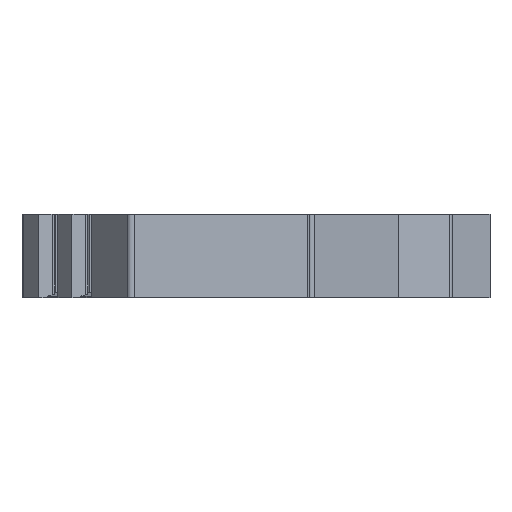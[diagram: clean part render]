
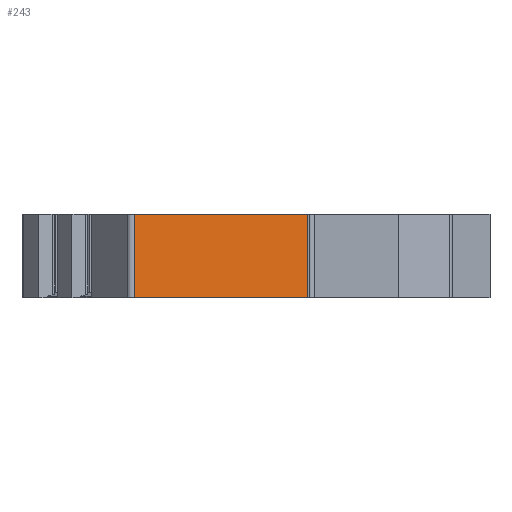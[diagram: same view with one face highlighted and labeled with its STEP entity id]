
A CAD part, left-side view. The second image highlights one B-rep face of the part: STEP entity #243.
In plain terms, the highlighted planar face has unit normal (-0.766, -0.643, 0).
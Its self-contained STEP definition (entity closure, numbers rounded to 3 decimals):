
#243=ADVANCED_FACE('',(#431),#334,.T.);
#334=PLANE('',#2334);
#431=FACE_OUTER_BOUND('',#538,.T.);
#538=EDGE_LOOP('',(#933,#934,#935,#936));
#933=ORIENTED_EDGE('',*,*,#1628,.T.);
#934=ORIENTED_EDGE('',*,*,#1629,.F.);
#935=ORIENTED_EDGE('',*,*,#1630,.F.);
#936=ORIENTED_EDGE('',*,*,#1626,.T.);
#1351=VERTEX_POINT('',#3422);
#1352=VERTEX_POINT('',#3424);
#1353=VERTEX_POINT('',#3428);
#1354=VERTEX_POINT('',#3430);
#1626=EDGE_CURVE('',#1352,#1351,#1906,.T.);
#1628=EDGE_CURVE('',#1351,#1353,#1907,.T.);
#1629=EDGE_CURVE('',#1354,#1353,#1908,.T.);
#1630=EDGE_CURVE('',#1352,#1354,#1909,.T.);
#1906=LINE('',#3423,#2169);
#1907=LINE('',#3427,#2170);
#1908=LINE('',#3429,#2171);
#1909=LINE('',#3431,#2172);
#2169=VECTOR('',#2793,1.);
#2170=VECTOR('',#2798,1.);
#2171=VECTOR('',#2799,1.);
#2172=VECTOR('',#2800,1.);
#2334=AXIS2_PLACEMENT_3D('',#3432,#2801,#2802);
#2793=DIRECTION('',(0.,0.,-1.));
#2798=DIRECTION('',(0.643,-0.766,0.));
#2799=DIRECTION('',(0.,0.,-1.));
#2800=DIRECTION('',(0.643,-0.766,0.));
#2801=DIRECTION('',(-0.766,-0.643,0.));
#2802=DIRECTION('',(0.643,-0.766,0.));
#3422=CARTESIAN_POINT('',(-19.554,2.27,-2.5));
#3423=CARTESIAN_POINT('',(-19.554,2.27,2.5));
#3424=CARTESIAN_POINT('',(-19.554,2.27,2.5));
#3427=CARTESIAN_POINT('',(-19.554,2.27,-2.5));
#3428=CARTESIAN_POINT('',(-10.858,-8.093,-2.5));
#3429=CARTESIAN_POINT('',(-10.858,-8.093,2.5));
#3430=CARTESIAN_POINT('',(-10.858,-8.093,2.5));
#3431=CARTESIAN_POINT('',(-19.554,2.27,2.5));
#3432=CARTESIAN_POINT('',(-19.746,2.5,-2.5));
